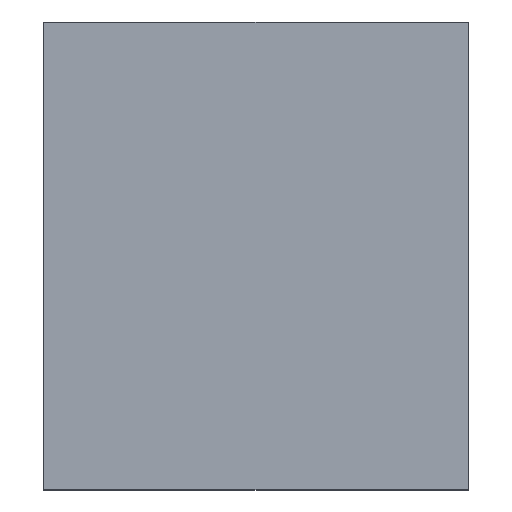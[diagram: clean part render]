
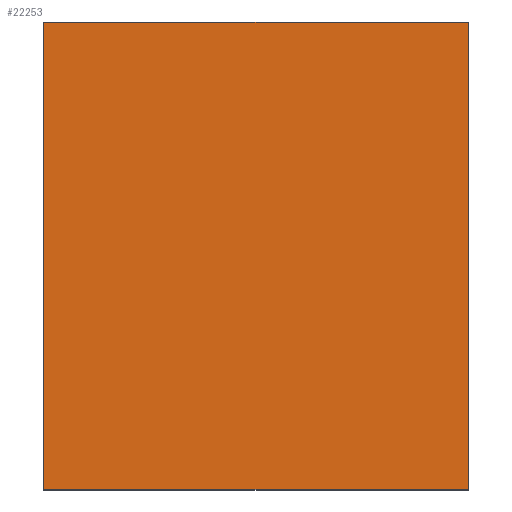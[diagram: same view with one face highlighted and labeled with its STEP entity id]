
A CAD part, top view. The second image highlights one B-rep face of the part: STEP entity #22253.
In plain terms, the highlighted face is planar.
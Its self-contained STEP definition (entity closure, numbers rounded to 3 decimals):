
#16595=DIRECTION('',(0.,0.,1.));
#16596=VECTOR('',#16595,5.5);
#16597=CARTESIAN_POINT('',(-2.5,4.075,-2.75));
#16598=LINE('',#16597,#16596);
#16602=DIRECTION('',(-1.,0.,0.));
#16603=VECTOR('',#16602,5.);
#16604=CARTESIAN_POINT('',(2.5,4.075,-2.75));
#16605=LINE('',#16604,#16603);
#16609=DIRECTION('',(0.,0.,-1.));
#16610=VECTOR('',#16609,5.5);
#16611=CARTESIAN_POINT('',(2.5,4.075,2.75));
#16612=LINE('',#16611,#16610);
#16616=DIRECTION('',(1.,0.,0.));
#16617=VECTOR('',#16616,5.);
#16618=CARTESIAN_POINT('',(-2.5,4.075,2.75));
#16619=LINE('',#16618,#16617);
#18375=CARTESIAN_POINT('',(-2.5,4.075,-2.75));
#18376=CARTESIAN_POINT('',(-2.5,4.075,2.75));
#18377=VERTEX_POINT('',#18375);
#18378=VERTEX_POINT('',#18376);
#18379=CARTESIAN_POINT('',(2.5,4.075,2.75));
#18380=VERTEX_POINT('',#18379);
#18381=CARTESIAN_POINT('',(2.5,4.075,-2.75));
#18382=VERTEX_POINT('',#18381);
#22242=CARTESIAN_POINT('',(0.,4.075,0.));
#22243=DIRECTION('',(0.,1.,0.));
#22244=DIRECTION('',(1.,0.,0.));
#22245=AXIS2_PLACEMENT_3D('',#22242,#22243,#22244);
#22246=PLANE('',#22245);
#22247=ORIENTED_EDGE('',*,*,#20221,.F.);
#22248=ORIENTED_EDGE('',*,*,#20643,.F.);
#22249=ORIENTED_EDGE('',*,*,#20710,.F.);
#22250=ORIENTED_EDGE('',*,*,#22236,.F.);
#22251=EDGE_LOOP('',(#22247,#22248,#22249,#22250));
#22252=FACE_OUTER_BOUND('',#22251,.F.);
#22253=ADVANCED_FACE('',(#22252),#22246,.T.);
#20221=EDGE_CURVE('',#18377,#18378,#16598,.T.);
#20643=EDGE_CURVE('',#18382,#18377,#16605,.T.);
#20710=EDGE_CURVE('',#18380,#18382,#16612,.T.);
#22236=EDGE_CURVE('',#18378,#18380,#16619,.T.);
